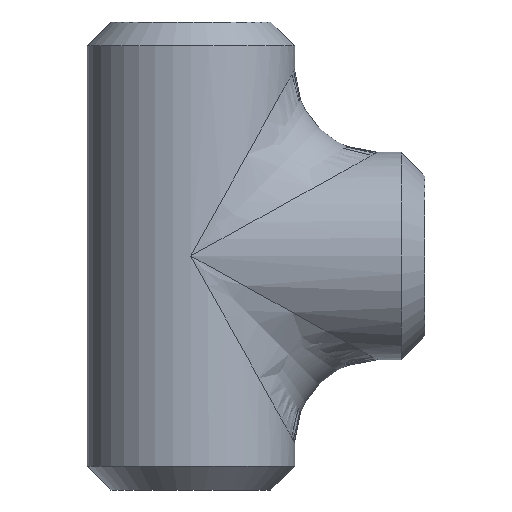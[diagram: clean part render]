
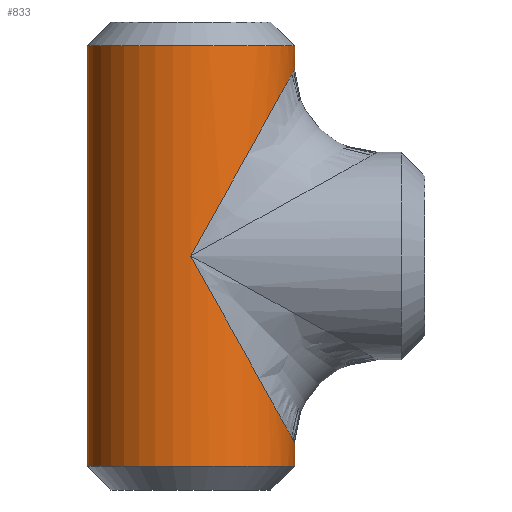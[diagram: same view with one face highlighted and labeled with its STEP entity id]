
A CAD part, front view. The second image highlights one B-rep face of the part: STEP entity #833.
In plain terms, the highlighted cylindrical face has radius 21.1 mm (diameter 42.2 mm), a partial arc.
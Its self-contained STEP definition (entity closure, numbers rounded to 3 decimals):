
#37 = CARTESIAN_POINT ( 'NONE',  ( 0., 0., -42.76 ) ) ;
#60 = DIRECTION ( 'NONE',  ( -1., 0., 0. ) ) ;
#72 = ORIENTED_EDGE ( 'NONE', *, *, #716, .T. ) ;
#100 = CARTESIAN_POINT ( 'NONE',  ( 21.1, 0., 47.6 ) ) ;
#127 = CIRCLE ( 'NONE', #731, 21.1 ) ;
#128 = LINE ( 'NONE', #1058, #857 ) ;
#157 = CARTESIAN_POINT ( 'NONE',  ( 0., 0., 42.76 ) ) ;
#173 = ORIENTED_EDGE ( 'NONE', *, *, #1038, .F. ) ;
#191 = CARTESIAN_POINT ( 'NONE',  ( 21.1, 0., -42.76 ) ) ;
#213 = VERTEX_POINT ( 'NONE', #978 ) ;
#224 = DIRECTION ( 'NONE',  ( 1., 0., 0. ) ) ;
#235 = EDGE_CURVE ( 'NONE', #860, #1284, #127, .T. ) ;
#259 = DIRECTION ( 'NONE',  ( 1., 0., 0. ) ) ;
#305 = VERTEX_POINT ( 'NONE', #852 ) ;
#312 = CARTESIAN_POINT ( 'NONE',  ( 0., -21.1, 0. ) ) ;
#360 = ORIENTED_EDGE ( 'NONE', *, *, #369, .T. ) ;
#369 = EDGE_CURVE ( 'NONE', #984, #529, #1061, .T. ) ;
#432 = VERTEX_POINT ( 'NONE', #312 ) ;
#452 = CARTESIAN_POINT ( 'NONE',  ( 21.1, -12.36, -37.98 ) ) ;
#457 = CARTESIAN_POINT ( 'NONE',  ( 21.1, 0., -37.98 ) ) ;
#518 = DIRECTION ( 'NONE',  ( 0., 0., -1. ) ) ;
#529 = VERTEX_POINT ( 'NONE', #191 ) ;
#537 = AXIS2_PLACEMENT_3D ( 'NONE', #1140, #631, #60 ) ;
#606 = LINE ( 'NONE', #100, #1237 ) ;
#610 = CARTESIAN_POINT ( 'NONE',  ( 21.1, -12.36, 37.98 ) ) ;
#631 = DIRECTION ( 'NONE',  ( 0., 0., -1. ) ) ;
#655 =( BOUNDED_CURVE ( )  B_SPLINE_CURVE ( 3, ( #457, #452, #1031, #943 ),
 .UNSPECIFIED., .F., .F. ) 
 B_SPLINE_CURVE_WITH_KNOTS ( ( 4, 4 ),
 ( 3.142, 4.712 ),
 .UNSPECIFIED. ) 
 CURVE ( )  GEOMETRIC_REPRESENTATION_ITEM ( )  RATIONAL_B_SPLINE_CURVE ( ( 1., 0.805, 0.805, 1. ) ) 
 REPRESENTATION_ITEM ( '' )  );
#716 = EDGE_CURVE ( 'NONE', #432, #213, #1238, .T. ) ;
#717 = CARTESIAN_POINT ( 'NONE',  ( 0., -21.1, 0. ) ) ;
#719 = DIRECTION ( 'NONE',  ( 0., 0., -1. ) ) ;
#731 = AXIS2_PLACEMENT_3D ( 'NONE', #157, #974, #259 ) ;
#739 = EDGE_CURVE ( 'NONE', #1284, #984, #1199, .T. ) ;
#747 = CARTESIAN_POINT ( 'NONE',  ( -21.1, 0., 42.76 ) ) ;
#823 = CARTESIAN_POINT ( 'NONE',  ( 21.1, 0., 37.98 ) ) ;
#833 = ADVANCED_FACE ( 'NONE', ( #1063 ), #973, .T. ) ;
#843 = VECTOR ( 'NONE', #518, 1000. ) ;
#852 = CARTESIAN_POINT ( 'NONE',  ( 21.1, 0., -37.98 ) ) ;
#857 = VECTOR ( 'NONE', #863, 1000. ) ;
#860 = VERTEX_POINT ( 'NONE', #1132 ) ;
#863 = DIRECTION ( 'NONE',  ( 0., 0., -1. ) ) ;
#880 = EDGE_LOOP ( 'NONE', ( #1089, #1136, #1190, #360, #173, #1171, #72 ) ) ;
#913 = CARTESIAN_POINT ( 'NONE',  ( -21.1, 0., 47.6 ) ) ;
#943 = CARTESIAN_POINT ( 'NONE',  ( 0., -21.1, 0. ) ) ;
#973 = CYLINDRICAL_SURFACE ( 'NONE', #537, 21.1 ) ;
#974 = DIRECTION ( 'NONE',  ( 0., 0., -1. ) ) ;
#978 = CARTESIAN_POINT ( 'NONE',  ( 21.1, 0., 37.98 ) ) ;
#984 = VERTEX_POINT ( 'NONE', #1162 ) ;
#1031 = CARTESIAN_POINT ( 'NONE',  ( 12.36, -21.1, -22.248 ) ) ;
#1038 = EDGE_CURVE ( 'NONE', #305, #529, #606, .T. ) ;
#1058 = CARTESIAN_POINT ( 'NONE',  ( 21.1, 0., 47.6 ) ) ;
#1061 = CIRCLE ( 'NONE', #1227, 21.1 ) ;
#1063 = FACE_OUTER_BOUND ( 'NONE', #880, .T. ) ;
#1089 = ORIENTED_EDGE ( 'NONE', *, *, #1303, .F. ) ;
#1113 = CARTESIAN_POINT ( 'NONE',  ( 12.36, -21.1, 22.248 ) ) ;
#1132 = CARTESIAN_POINT ( 'NONE',  ( 21.1, 0., 42.76 ) ) ;
#1136 = ORIENTED_EDGE ( 'NONE', *, *, #235, .T. ) ;
#1138 = DIRECTION ( 'NONE',  ( 0., 0., 1. ) ) ;
#1140 = CARTESIAN_POINT ( 'NONE',  ( 0., 0., 47.6 ) ) ;
#1162 = CARTESIAN_POINT ( 'NONE',  ( -21.1, 0., -42.76 ) ) ;
#1171 = ORIENTED_EDGE ( 'NONE', *, *, #1248, .T. ) ;
#1190 = ORIENTED_EDGE ( 'NONE', *, *, #739, .T. ) ;
#1199 = LINE ( 'NONE', #913, #843 ) ;
#1227 = AXIS2_PLACEMENT_3D ( 'NONE', #37, #1138, #224 ) ;
#1237 = VECTOR ( 'NONE', #719, 1000. ) ;
#1238 =( BOUNDED_CURVE ( )  B_SPLINE_CURVE ( 3, ( #717, #1113, #610, #823 ),
 .UNSPECIFIED., .F., .F. ) 
 B_SPLINE_CURVE_WITH_KNOTS ( ( 4, 4 ),
 ( 1.571, 3.142 ),
 .UNSPECIFIED. ) 
 CURVE ( )  GEOMETRIC_REPRESENTATION_ITEM ( )  RATIONAL_B_SPLINE_CURVE ( ( 1., 0.805, 0.805, 1. ) ) 
 REPRESENTATION_ITEM ( '' )  );
#1248 = EDGE_CURVE ( 'NONE', #305, #432, #655, .T. ) ;
#1284 = VERTEX_POINT ( 'NONE', #747 ) ;
#1303 = EDGE_CURVE ( 'NONE', #860, #213, #128, .T. ) ;
